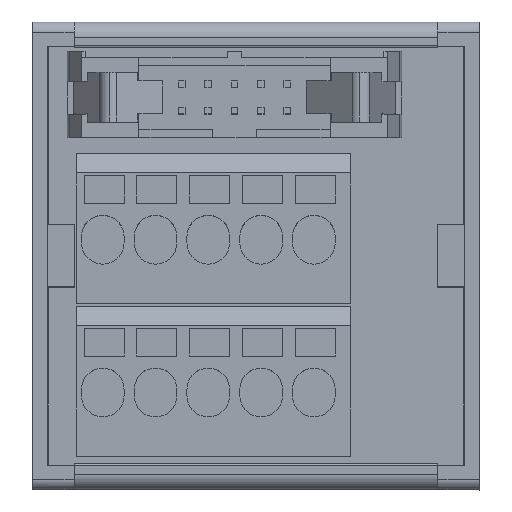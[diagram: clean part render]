
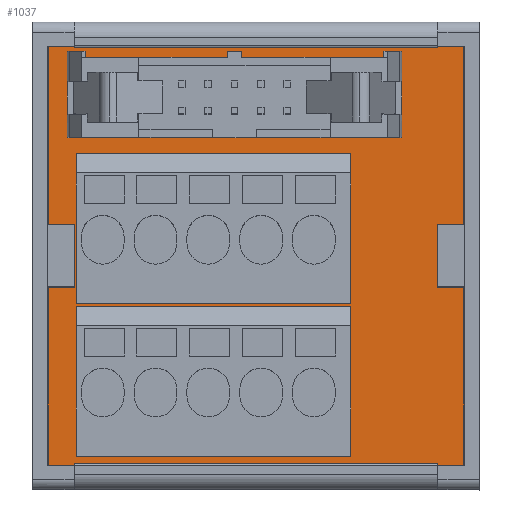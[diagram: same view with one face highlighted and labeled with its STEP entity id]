
A CAD part, top view. The second image highlights one B-rep face of the part: STEP entity #1037.
In plain terms, the highlighted planar face has unit normal (0, 0, 1).
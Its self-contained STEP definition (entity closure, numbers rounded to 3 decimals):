
#833=AXIS2_PLACEMENT_3D('Plane Axis2P3D',#830,#831,#832) ;
#830=CARTESIAN_POINT('Axis2P3D Location',(1.5,1.5,21.475)) ;
#835=CARTESIAN_POINT('Line Origine',(1.5,22.5,21.475)) ;
#839=CARTESIAN_POINT('Vertex',(1.5,43.5,21.475)) ;
#841=CARTESIAN_POINT('Vertex',(1.5,1.5,21.475)) ;
#844=CARTESIAN_POINT('Line Origine',(21.5,1.5,21.475)) ;
#848=CARTESIAN_POINT('Vertex',(41.5,1.5,21.475)) ;
#851=CARTESIAN_POINT('Line Origine',(41.5,22.5,21.475)) ;
#855=CARTESIAN_POINT('Vertex',(41.5,43.5,21.475)) ;
#858=CARTESIAN_POINT('Line Origine',(21.5,43.5,21.475)) ;
#869=CARTESIAN_POINT('Line Origine',(30.61,25.1,21.475)) ;
#873=CARTESIAN_POINT('Vertex',(30.61,17.9,21.475)) ;
#875=CARTESIAN_POINT('Vertex',(30.61,32.3,21.475)) ;
#878=CARTESIAN_POINT('Line Origine',(17.41,17.9,21.475)) ;
#882=CARTESIAN_POINT('Vertex',(4.21,17.9,21.475)) ;
#885=CARTESIAN_POINT('Line Origine',(4.21,25.1,21.475)) ;
#889=CARTESIAN_POINT('Vertex',(4.21,32.3,21.475)) ;
#892=CARTESIAN_POINT('Line Origine',(17.41,32.3,21.475)) ;
#903=CARTESIAN_POINT('Line Origine',(30.61,10.4,21.475)) ;
#907=CARTESIAN_POINT('Vertex',(30.61,3.2,21.475)) ;
#909=CARTESIAN_POINT('Vertex',(30.61,17.6,21.475)) ;
#912=CARTESIAN_POINT('Line Origine',(17.41,3.2,21.475)) ;
#916=CARTESIAN_POINT('Vertex',(4.21,3.2,21.475)) ;
#919=CARTESIAN_POINT('Line Origine',(4.21,10.4,21.475)) ;
#923=CARTESIAN_POINT('Vertex',(4.21,17.6,21.475)) ;
#926=CARTESIAN_POINT('Line Origine',(17.41,17.6,21.475)) ;
#937=CARTESIAN_POINT('Line Origine',(33.33,33.87,21.475)) ;
#941=CARTESIAN_POINT('Vertex',(35.53,33.87,21.475)) ;
#943=CARTESIAN_POINT('Vertex',(31.13,33.87,21.475)) ;
#946=CARTESIAN_POINT('Line Origine',(31.13,37.72,21.475)) ;
#950=CARTESIAN_POINT('Vertex',(31.13,41.57,21.475)) ;
#953=CARTESIAN_POINT('Line Origine',(32.465,41.57,21.475)) ;
#957=CARTESIAN_POINT('Vertex',(33.8,41.57,21.475)) ;
#960=CARTESIAN_POINT('Line Origine',(33.8,41.87,21.475)) ;
#964=CARTESIAN_POINT('Vertex',(33.8,42.17,21.475)) ;
#967=CARTESIAN_POINT('Line Origine',(34.665,42.17,21.475)) ;
#971=CARTESIAN_POINT('Vertex',(35.53,42.17,21.475)) ;
#974=CARTESIAN_POINT('Line Origine',(35.53,38.02,21.475)) ;
#987=CARTESIAN_POINT('Line Origine',(6.395,41.57,21.475)) ;
#991=CARTESIAN_POINT('Vertex',(7.73,41.57,21.475)) ;
#993=CARTESIAN_POINT('Vertex',(5.06,41.57,21.475)) ;
#996=CARTESIAN_POINT('Line Origine',(7.73,37.72,21.475)) ;
#1000=CARTESIAN_POINT('Vertex',(7.73,33.87,21.475)) ;
#1003=CARTESIAN_POINT('Line Origine',(5.53,33.87,21.475)) ;
#1007=CARTESIAN_POINT('Vertex',(3.33,33.87,21.475)) ;
#1010=CARTESIAN_POINT('Line Origine',(3.33,38.02,21.475)) ;
#1014=CARTESIAN_POINT('Vertex',(3.33,42.17,21.475)) ;
#1017=CARTESIAN_POINT('Line Origine',(4.195,42.17,21.475)) ;
#1021=CARTESIAN_POINT('Vertex',(5.06,42.17,21.475)) ;
#1024=CARTESIAN_POINT('Line Origine',(5.06,41.87,21.475)) ;
#831=DIRECTION('Axis2P3D Direction',(0.,0.,1.)) ;
#832=DIRECTION('Axis2P3D XDirection',(0.,-1.,0.)) ;
#836=DIRECTION('Vector Direction',(0.,-1.,0.)) ;
#845=DIRECTION('Vector Direction',(1.,0.,0.)) ;
#852=DIRECTION('Vector Direction',(0.,1.,0.)) ;
#859=DIRECTION('Vector Direction',(-1.,0.,0.)) ;
#870=DIRECTION('Vector Direction',(0.,1.,0.)) ;
#879=DIRECTION('Vector Direction',(-1.,0.,0.)) ;
#886=DIRECTION('Vector Direction',(0.,-1.,0.)) ;
#893=DIRECTION('Vector Direction',(-1.,0.,0.)) ;
#904=DIRECTION('Vector Direction',(0.,1.,0.)) ;
#913=DIRECTION('Vector Direction',(-1.,0.,0.)) ;
#920=DIRECTION('Vector Direction',(0.,-1.,0.)) ;
#927=DIRECTION('Vector Direction',(-1.,0.,0.)) ;
#938=DIRECTION('Vector Direction',(-1.,0.,0.)) ;
#947=DIRECTION('Vector Direction',(0.,1.,0.)) ;
#954=DIRECTION('Vector Direction',(-1.,0.,0.)) ;
#961=DIRECTION('Vector Direction',(0.,-1.,0.)) ;
#968=DIRECTION('Vector Direction',(-1.,0.,0.)) ;
#975=DIRECTION('Vector Direction',(0.,-1.,0.)) ;
#988=DIRECTION('Vector Direction',(-1.,0.,0.)) ;
#997=DIRECTION('Vector Direction',(0.,-1.,0.)) ;
#1004=DIRECTION('Vector Direction',(-1.,0.,0.)) ;
#1011=DIRECTION('Vector Direction',(0.,-1.,0.)) ;
#1018=DIRECTION('Vector Direction',(1.,0.,0.)) ;
#1025=DIRECTION('Vector Direction',(0.,1.,0.)) ;
#837=VECTOR('Line Direction',#836,1.) ;
#846=VECTOR('Line Direction',#845,1.) ;
#853=VECTOR('Line Direction',#852,1.) ;
#860=VECTOR('Line Direction',#859,1.) ;
#871=VECTOR('Line Direction',#870,1.) ;
#880=VECTOR('Line Direction',#879,1.) ;
#887=VECTOR('Line Direction',#886,1.) ;
#894=VECTOR('Line Direction',#893,1.) ;
#905=VECTOR('Line Direction',#904,1.) ;
#914=VECTOR('Line Direction',#913,1.) ;
#921=VECTOR('Line Direction',#920,1.) ;
#928=VECTOR('Line Direction',#927,1.) ;
#939=VECTOR('Line Direction',#938,1.) ;
#948=VECTOR('Line Direction',#947,1.) ;
#955=VECTOR('Line Direction',#954,1.) ;
#962=VECTOR('Line Direction',#961,1.) ;
#969=VECTOR('Line Direction',#968,1.) ;
#976=VECTOR('Line Direction',#975,1.) ;
#989=VECTOR('Line Direction',#988,1.) ;
#998=VECTOR('Line Direction',#997,1.) ;
#1005=VECTOR('Line Direction',#1004,1.) ;
#1012=VECTOR('Line Direction',#1011,1.) ;
#1019=VECTOR('Line Direction',#1018,1.) ;
#1026=VECTOR('Line Direction',#1025,1.) ;
#864=ORIENTED_EDGE('',*,*,#843,.T.) ;
#865=ORIENTED_EDGE('',*,*,#850,.T.) ;
#866=ORIENTED_EDGE('',*,*,#857,.T.) ;
#867=ORIENTED_EDGE('',*,*,#862,.T.) ;
#898=ORIENTED_EDGE('',*,*,#877,.F.) ;
#899=ORIENTED_EDGE('',*,*,#884,.T.) ;
#900=ORIENTED_EDGE('',*,*,#891,.F.) ;
#901=ORIENTED_EDGE('',*,*,#896,.F.) ;
#932=ORIENTED_EDGE('',*,*,#911,.F.) ;
#933=ORIENTED_EDGE('',*,*,#918,.T.) ;
#934=ORIENTED_EDGE('',*,*,#925,.F.) ;
#935=ORIENTED_EDGE('',*,*,#930,.F.) ;
#980=ORIENTED_EDGE('',*,*,#945,.T.) ;
#981=ORIENTED_EDGE('',*,*,#952,.T.) ;
#982=ORIENTED_EDGE('',*,*,#959,.F.) ;
#983=ORIENTED_EDGE('',*,*,#966,.F.) ;
#984=ORIENTED_EDGE('',*,*,#973,.F.) ;
#985=ORIENTED_EDGE('',*,*,#978,.T.) ;
#1030=ORIENTED_EDGE('',*,*,#995,.F.) ;
#1031=ORIENTED_EDGE('',*,*,#1002,.T.) ;
#1032=ORIENTED_EDGE('',*,*,#1009,.T.) ;
#1033=ORIENTED_EDGE('',*,*,#1016,.F.) ;
#1034=ORIENTED_EDGE('',*,*,#1023,.T.) ;
#1035=ORIENTED_EDGE('',*,*,#1028,.F.) ;
#902=FACE_BOUND('',#897,.T.) ;
#936=FACE_BOUND('',#931,.T.) ;
#986=FACE_BOUND('',#979,.T.) ;
#1036=FACE_BOUND('',#1029,.T.) ;
#1037=ADVANCED_FACE('NONE',(#868,#902,#936,#986,#1036),#834,.T.) ;
#843=EDGE_CURVE('',#840,#842,#838,.T.) ;
#850=EDGE_CURVE('',#842,#849,#847,.T.) ;
#857=EDGE_CURVE('',#849,#856,#854,.T.) ;
#862=EDGE_CURVE('',#856,#840,#861,.T.) ;
#877=EDGE_CURVE('',#874,#876,#872,.T.) ;
#884=EDGE_CURVE('',#874,#883,#881,.T.) ;
#891=EDGE_CURVE('',#890,#883,#888,.T.) ;
#896=EDGE_CURVE('',#876,#890,#895,.T.) ;
#911=EDGE_CURVE('',#908,#910,#906,.T.) ;
#918=EDGE_CURVE('',#908,#917,#915,.T.) ;
#925=EDGE_CURVE('',#924,#917,#922,.T.) ;
#930=EDGE_CURVE('',#910,#924,#929,.T.) ;
#945=EDGE_CURVE('',#942,#944,#940,.T.) ;
#952=EDGE_CURVE('',#944,#951,#949,.T.) ;
#959=EDGE_CURVE('',#958,#951,#956,.T.) ;
#966=EDGE_CURVE('',#965,#958,#963,.T.) ;
#973=EDGE_CURVE('',#972,#965,#970,.T.) ;
#978=EDGE_CURVE('',#972,#942,#977,.T.) ;
#995=EDGE_CURVE('',#992,#994,#990,.T.) ;
#1002=EDGE_CURVE('',#992,#1001,#999,.T.) ;
#1009=EDGE_CURVE('',#1001,#1008,#1006,.T.) ;
#1016=EDGE_CURVE('',#1015,#1008,#1013,.T.) ;
#1023=EDGE_CURVE('',#1015,#1022,#1020,.T.) ;
#1028=EDGE_CURVE('',#994,#1022,#1027,.T.) ;
#863=EDGE_LOOP('',(#864,#865,#866,#867)) ;
#897=EDGE_LOOP('',(#898,#899,#900,#901)) ;
#931=EDGE_LOOP('',(#932,#933,#934,#935)) ;
#979=EDGE_LOOP('',(#980,#981,#982,#983,#984,#985)) ;
#1029=EDGE_LOOP('',(#1030,#1031,#1032,#1033,#1034,#1035)) ;
#868=FACE_OUTER_BOUND('',#863,.T.) ;
#838=LINE('Line',#835,#837) ;
#847=LINE('Line',#844,#846) ;
#854=LINE('Line',#851,#853) ;
#861=LINE('Line',#858,#860) ;
#872=LINE('Line',#869,#871) ;
#881=LINE('Line',#878,#880) ;
#888=LINE('Line',#885,#887) ;
#895=LINE('Line',#892,#894) ;
#906=LINE('Line',#903,#905) ;
#915=LINE('Line',#912,#914) ;
#922=LINE('Line',#919,#921) ;
#929=LINE('Line',#926,#928) ;
#940=LINE('Line',#937,#939) ;
#949=LINE('Line',#946,#948) ;
#956=LINE('Line',#953,#955) ;
#963=LINE('Line',#960,#962) ;
#970=LINE('Line',#967,#969) ;
#977=LINE('Line',#974,#976) ;
#990=LINE('Line',#987,#989) ;
#999=LINE('Line',#996,#998) ;
#1006=LINE('Line',#1003,#1005) ;
#1013=LINE('Line',#1010,#1012) ;
#1020=LINE('Line',#1017,#1019) ;
#1027=LINE('Line',#1024,#1026) ;
#834=PLANE('',#833) ;
#840=VERTEX_POINT('',#839) ;
#842=VERTEX_POINT('',#841) ;
#849=VERTEX_POINT('',#848) ;
#856=VERTEX_POINT('',#855) ;
#874=VERTEX_POINT('',#873) ;
#876=VERTEX_POINT('',#875) ;
#883=VERTEX_POINT('',#882) ;
#890=VERTEX_POINT('',#889) ;
#908=VERTEX_POINT('',#907) ;
#910=VERTEX_POINT('',#909) ;
#917=VERTEX_POINT('',#916) ;
#924=VERTEX_POINT('',#923) ;
#942=VERTEX_POINT('',#941) ;
#944=VERTEX_POINT('',#943) ;
#951=VERTEX_POINT('',#950) ;
#958=VERTEX_POINT('',#957) ;
#965=VERTEX_POINT('',#964) ;
#972=VERTEX_POINT('',#971) ;
#992=VERTEX_POINT('',#991) ;
#994=VERTEX_POINT('',#993) ;
#1001=VERTEX_POINT('',#1000) ;
#1008=VERTEX_POINT('',#1007) ;
#1015=VERTEX_POINT('',#1014) ;
#1022=VERTEX_POINT('',#1021) ;
